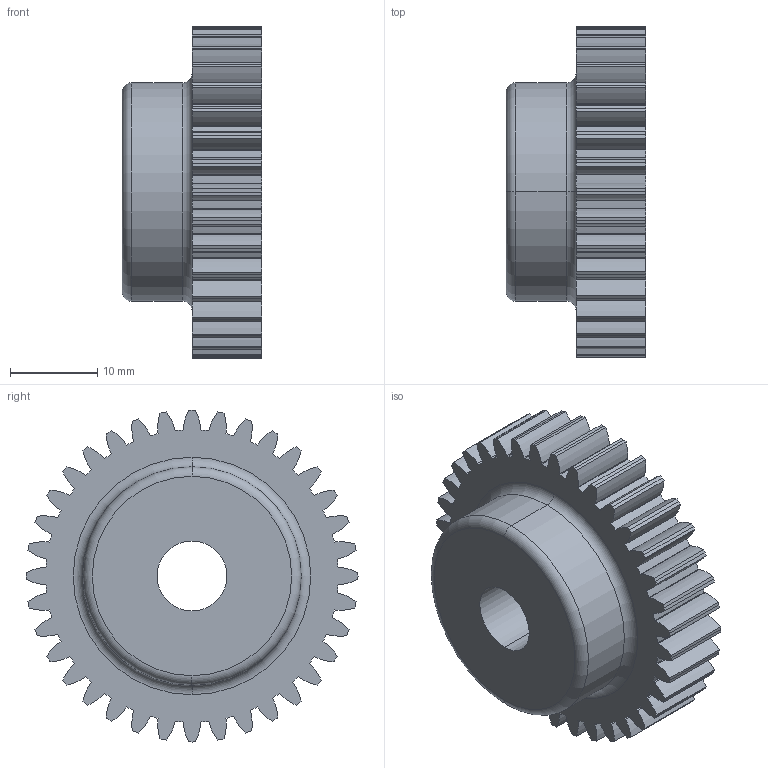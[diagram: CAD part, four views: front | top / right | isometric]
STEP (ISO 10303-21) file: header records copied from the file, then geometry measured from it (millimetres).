
FILE_DESCRIPTION (( 'STEP AP214' ), '1' );
FILE_NAME ('Z36 M1.STEP', '2021-10-21T13:00:39', ( '' ), ( '' ), 'SwSTEP 2.0', 'SolidWorks 2020', '' );
FILE_SCHEMA (( 'AUTOMOTIVE_DESIGN' ));
Length unit declared in the file: millimetre
Products named in the file (1): Z36 M1
Bounding box: 16 x 38 x 38 mm (x, y, z)
Volume: 11180.1 mm3; surface area: 4733.6 mm2
Topology: 1 solids, 1 shells, 263 faces, 776 edges, 516 vertices
Faces by surface type: plane 147, cylinder 112, torus 4
Entity records: 8848 total; most frequent: CARTESIAN_POINT 1556, ORIENTED_EDGE 1552, DIRECTION 1536, EDGE_CURVE 776, LINE 544, VECTOR 544, VERTEX_POINT 516, AXIS2_PLACEMENT_3D 496
